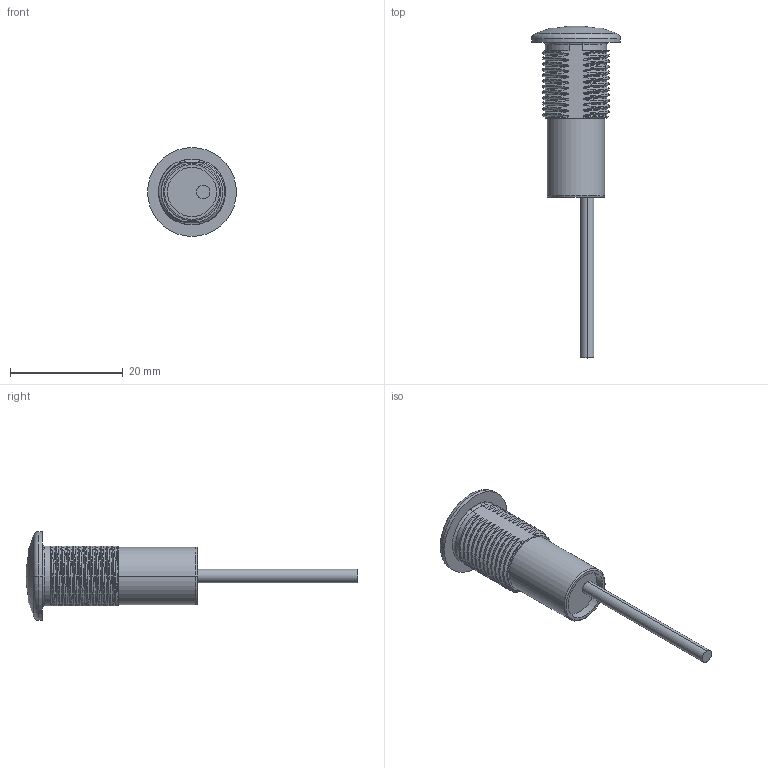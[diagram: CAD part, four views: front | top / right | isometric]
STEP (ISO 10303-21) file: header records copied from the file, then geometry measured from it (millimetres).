
FILE_DESCRIPTION((''),'2;1');
FILE_NAME('146260_SM01_ASM','2025-07-25T12:57:40',('banengservice'),('BANNER ENGINEERING'),'CREO PARAMETRIC BY PTC INC, 2022414','CREO PARAMETRIC BY PTC INC, 2022414','');
FILE_SCHEMA(('CONFIG_CONTROL_DESIGN'));
Length unit declared in the file: millimetre
Products named in the file (3): 146260_EP01; 146260_EP02; 146260_SM01_ASM
Assembly tree (2 placements, depth 2):
  146260_SM01_ASM
    146260_EP01
    146260_EP02
Bounding box: 15.75 x 58.88 x 15.75 mm (x, y, z)
Volume: 2930.1 mm3; surface area: 1839.9 mm2
Topology: 2 solids, 2 shells, 147 faces, 399 edges, 259 vertices
Faces by surface type: bspline 83, cylinder 38, plane 12, torus 6, cone 6, revolution 2
Entity records: 10274 total; most frequent: CARTESIAN_POINT 7143, ORIENTED_EDGE 794, EDGE_CURVE 397, DIRECTION 358, VERTEX_POINT 259, B_SPLINE_CURVE_WITH_KNOTS 222, EDGE_LOOP 152, FACE_OUTER_BOUND 147
